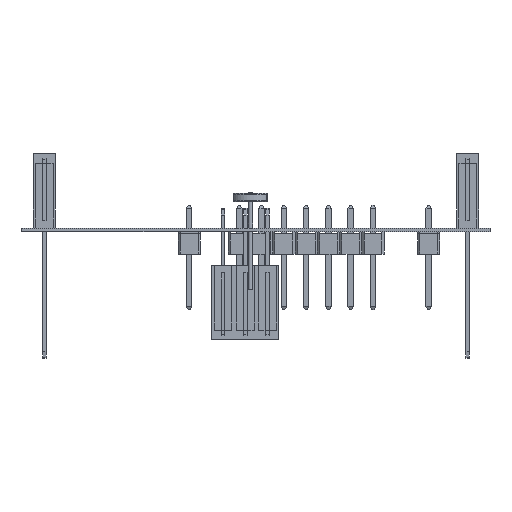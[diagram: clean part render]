
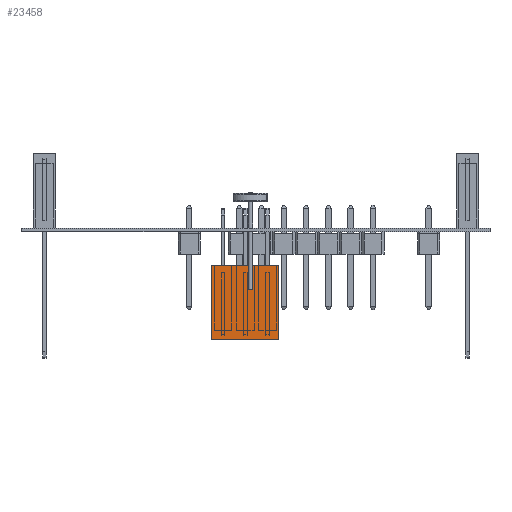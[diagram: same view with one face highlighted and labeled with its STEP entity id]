
A CAD part, left-side view. The second image highlights one B-rep face of the part: STEP entity #23458.
In plain terms, the highlighted planar face has unit normal (-1, 0, 0).
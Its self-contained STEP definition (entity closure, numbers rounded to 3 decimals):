
#21440 = EDGE_CURVE('',#21441,#21443,#21445,.T.);
#21441 = VERTEX_POINT('',#21442);
#21442 = CARTESIAN_POINT('',(-1.27,6.35,8.5));
#21443 = VERTEX_POINT('',#21444);
#21444 = CARTESIAN_POINT('',(-1.27,-1.27,8.5));
#21445 = LINE('',#21446,#21447);
#21446 = CARTESIAN_POINT('',(-1.27,1.27,8.5));
#21447 = VECTOR('',#21448,1.);
#21448 = DIRECTION('',(0.,-1.,0.));
#22072 = VERTEX_POINT('',#22073);
#22073 = CARTESIAN_POINT('',(-1.27,6.35,0.));
#22081 = EDGE_CURVE('',#21441,#22072,#22082,.T.);
#22082 = LINE('',#22083,#22084);
#22083 = CARTESIAN_POINT('',(-1.27,6.35,8.5));
#22084 = VECTOR('',#22085,1.);
#22085 = DIRECTION('',(0.,0.,-1.));
#23458 = ADVANCED_FACE('',(#23459),#23477,.T.);
#23459 = FACE_BOUND('',#23460,.T.);
#23460 = EDGE_LOOP('',(#23461,#23469,#23475,#23476));
#23461 = ORIENTED_EDGE('',*,*,#23462,.F.);
#23462 = EDGE_CURVE('',#23463,#22072,#23465,.T.);
#23463 = VERTEX_POINT('',#23464);
#23464 = CARTESIAN_POINT('',(-1.27,-1.27,0.));
#23465 = LINE('',#23466,#23467);
#23466 = CARTESIAN_POINT('',(-1.27,0.,0.));
#23467 = VECTOR('',#23468,1.);
#23468 = DIRECTION('',(0.,1.,0.));
#23469 = ORIENTED_EDGE('',*,*,#23470,.F.);
#23470 = EDGE_CURVE('',#21443,#23463,#23471,.T.);
#23471 = LINE('',#23472,#23473);
#23472 = CARTESIAN_POINT('',(-1.27,-1.27,8.5));
#23473 = VECTOR('',#23474,1.);
#23474 = DIRECTION('',(0.,0.,-1.));
#23475 = ORIENTED_EDGE('',*,*,#21440,.F.);
#23476 = ORIENTED_EDGE('',*,*,#22081,.T.);
#23477 = PLANE('',#23478);
#23478 = AXIS2_PLACEMENT_3D('',#23479,#23480,#23481);
#23479 = CARTESIAN_POINT('',(-1.27,0.,8.5));
#23480 = DIRECTION('',(-1.,0.,0.));
#23481 = DIRECTION('',(0.,0.,-1.));
